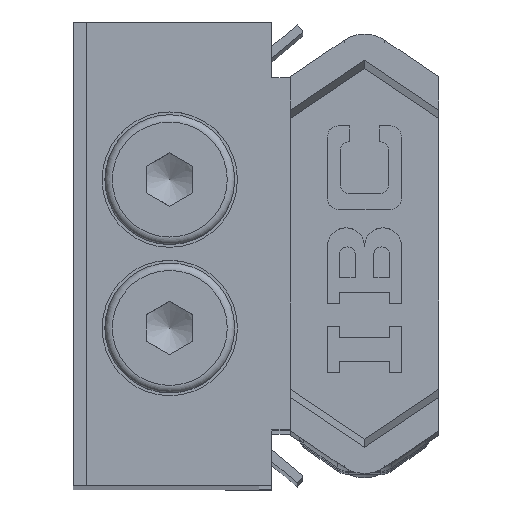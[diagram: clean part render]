
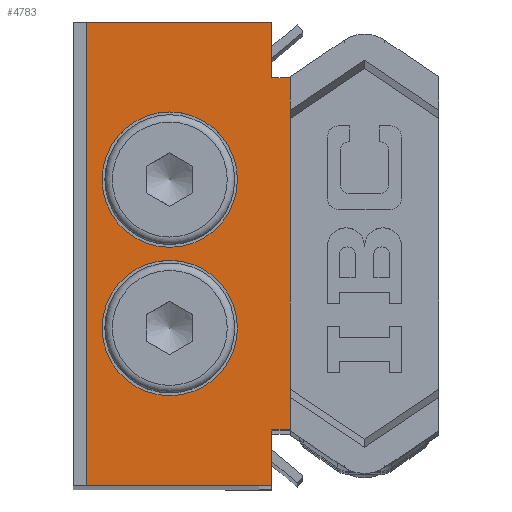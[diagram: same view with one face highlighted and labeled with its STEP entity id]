
A CAD part, top view. The second image highlights one B-rep face of the part: STEP entity #4783.
In plain terms, the highlighted face is planar.
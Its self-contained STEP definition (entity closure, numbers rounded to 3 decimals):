
#2436=CARTESIAN_POINT('',(9.051,-4.001,2.));
#2437=VERTEX_POINT('',#2436);
#2564=CARTESIAN_POINT('',(-9.053,-4.001,2.));
#2565=VERTEX_POINT('',#2564);
#4191=CARTESIAN_POINT('',(-7.304,-4.001,2.0));
#4192=VERTEX_POINT('',#4191);
#4193=CARTESIAN_POINT('',(7.299,-4.001,2.0));
#4194=VERTEX_POINT('',#4193);
#4195=CARTESIAN_POINT('',(-7.304,-4.001,2.));
#4196=DIRECTION('',(1.0,0.0,0.0));
#4197=VECTOR('',#4196,14.603);
#4198=LINE('',#4195,#4197);
#4199=EDGE_CURVE('',#4192,#4194,#4198,.T.);
#4353=CARTESIAN_POINT('',(0.35,-10.501,1.997));
#4354=VERTEX_POINT('',#4353);
#4355=CARTESIAN_POINT('',(4.,-10.501,1.997));
#4356=DIRECTION('',(0.0,0.,1.));
#4357=DIRECTION('',(-1.0,0.0,0.0));
#4358=AXIS2_PLACEMENT_3D('',#4355,#4356,#4357);
#4359=CIRCLE('',#4358,3.65);
#4360=EDGE_CURVE('',#4354,#4354,#4359,.T.);
#4463=CARTESIAN_POINT('',(-7.65,-10.501,1.997));
#4464=VERTEX_POINT('',#4463);
#4465=CARTESIAN_POINT('',(-4.,-10.501,1.997));
#4466=DIRECTION('',(0.0,0.,1.));
#4467=DIRECTION('',(-1.0,0.0,0.0));
#4468=AXIS2_PLACEMENT_3D('',#4465,#4466,#4467);
#4469=CIRCLE('',#4468,3.65);
#4470=EDGE_CURVE('',#4464,#4464,#4469,.T.);
#4524=CARTESIAN_POINT('',(-9.5,-5.001,2.));
#4525=VERTEX_POINT('',#4524);
#4534=CARTESIAN_POINT('',(-12.5,-5.001,2.));
#4535=VERTEX_POINT('',#4534);
#4536=CARTESIAN_POINT('',(-9.5,-5.001,2.));
#4537=DIRECTION('',(-1.0,0.0,0.0));
#4538=VECTOR('',#4537,3.0);
#4539=LINE('',#4536,#4538);
#4540=EDGE_CURVE('',#4525,#4535,#4539,.T.);
#4566=CARTESIAN_POINT('',(9.5,-5.001,2.));
#4567=VERTEX_POINT('',#4566);
#4582=CARTESIAN_POINT('',(12.5,-5.001,2.));
#4583=VERTEX_POINT('',#4582);
#4590=CARTESIAN_POINT('',(12.5,-5.001,2.));
#4591=DIRECTION('',(-1.0,0.0,0.0));
#4592=VECTOR('',#4591,3.0);
#4593=LINE('',#4590,#4592);
#4594=EDGE_CURVE('',#4583,#4567,#4593,.T.);
#4606=CARTESIAN_POINT('',(12.5,-15.001,1.996));
#4607=VERTEX_POINT('',#4606);
#4614=CARTESIAN_POINT('',(12.5,-5.001,2.));
#4615=DIRECTION('',(0.0,-1.,0.));
#4616=VECTOR('',#4615,10.0);
#4617=LINE('',#4614,#4616);
#4618=EDGE_CURVE('',#4583,#4607,#4617,.T.);
#4635=CARTESIAN_POINT('',(-12.5,-15.001,1.996));
#4636=VERTEX_POINT('',#4635);
#4652=CARTESIAN_POINT('',(-12.5,-5.001,2.));
#4653=DIRECTION('',(0.0,-1.,0.));
#4654=VECTOR('',#4653,10.0);
#4655=LINE('',#4652,#4654);
#4656=EDGE_CURVE('',#4535,#4636,#4655,.T.);
#4674=CARTESIAN_POINT('',(12.5,-15.001,1.996));
#4675=DIRECTION('',(-1.0,0.0,0.0));
#4676=VECTOR('',#4675,25.0);
#4677=LINE('',#4674,#4676);
#4678=EDGE_CURVE('',#4607,#4636,#4677,.T.);
#4697=CARTESIAN_POINT('',(9.5,-4.001,2.));
#4698=VERTEX_POINT('',#4697);
#4705=CARTESIAN_POINT('',(9.5,-4.001,2.));
#4706=DIRECTION('',(-1.0,0.0,0.0));
#4707=VECTOR('',#4706,0.449);
#4708=LINE('',#4705,#4707);
#4709=EDGE_CURVE('',#4698,#2437,#4708,.T.);
#4720=CARTESIAN_POINT('',(9.5,-4.001,2.));
#4721=DIRECTION('',(0.0,-1.,0.));
#4722=VECTOR('',#4721,1.0);
#4723=LINE('',#4720,#4722);
#4724=EDGE_CURVE('',#4698,#4567,#4723,.T.);
#4736=CARTESIAN_POINT('',(9.5,-4.001,2.));
#4737=DIRECTION('',(0.,0.,-1.));
#4738=DIRECTION('',(-1.0,0.0,0.0));
#4739=AXIS2_PLACEMENT_3D('',#4736,#4737,#4738);
#4740=PLANE('',#4739);
#4741=CARTESIAN_POINT('',(-9.5,-4.001,2.));
#4742=VERTEX_POINT('',#4741);
#4743=CARTESIAN_POINT('',(-9.5,-4.001,2.));
#4744=DIRECTION('',(0.0,-1.,0.));
#4745=VECTOR('',#4744,1.);
#4746=LINE('',#4743,#4745);
#4747=EDGE_CURVE('',#4742,#4525,#4746,.T.);
#4748=ORIENTED_EDGE('',*,*,#4747,.F.);
#4749=CARTESIAN_POINT('',(-9.053,-4.001,2.));
#4750=DIRECTION('',(-1.0,0.0,0.0));
#4751=VECTOR('',#4750,0.447);
#4752=LINE('',#4749,#4751);
#4753=EDGE_CURVE('',#2565,#4742,#4752,.T.);
#4754=ORIENTED_EDGE('',*,*,#4753,.F.);
#4755=CARTESIAN_POINT('',(-7.304,-4.001,2.));
#4756=DIRECTION('',(-1.0,0.0,0.0));
#4757=VECTOR('',#4756,1.749);
#4758=LINE('',#4755,#4757);
#4759=EDGE_CURVE('',#4192,#2565,#4758,.T.);
#4760=ORIENTED_EDGE('',*,*,#4759,.F.);
#4761=ORIENTED_EDGE('',*,*,#4199,.T.);
#4762=CARTESIAN_POINT('',(9.051,-4.001,2.));
#4763=DIRECTION('',(-1.0,0.0,0.0));
#4764=VECTOR('',#4763,1.752);
#4765=LINE('',#4762,#4764);
#4766=EDGE_CURVE('',#2437,#4194,#4765,.T.);
#4767=ORIENTED_EDGE('',*,*,#4766,.F.);
#4768=ORIENTED_EDGE('',*,*,#4709,.F.);
#4769=ORIENTED_EDGE('',*,*,#4724,.T.);
#4770=ORIENTED_EDGE('',*,*,#4594,.F.);
#4771=ORIENTED_EDGE('',*,*,#4618,.T.);
#4772=ORIENTED_EDGE('',*,*,#4678,.T.);
#4773=ORIENTED_EDGE('',*,*,#4656,.F.);
#4774=ORIENTED_EDGE('',*,*,#4540,.F.);
#4775=EDGE_LOOP('',(#4748,#4754,#4760,#4761,#4767,#4768,#4769,#4770,#4771,#4772,#4773,#4774));
#4776=FACE_OUTER_BOUND('',#4775,.T.);
#4777=ORIENTED_EDGE('',*,*,#4360,.T.);
#4778=EDGE_LOOP('',(#4777));
#4779=FACE_BOUND('',#4778,.T.);
#4780=ORIENTED_EDGE('',*,*,#4470,.T.);
#4781=EDGE_LOOP('',(#4780));
#4782=FACE_BOUND('',#4781,.T.);
#4783=ADVANCED_FACE('',(#4776,#4779,#4782),#4740,.T.);
